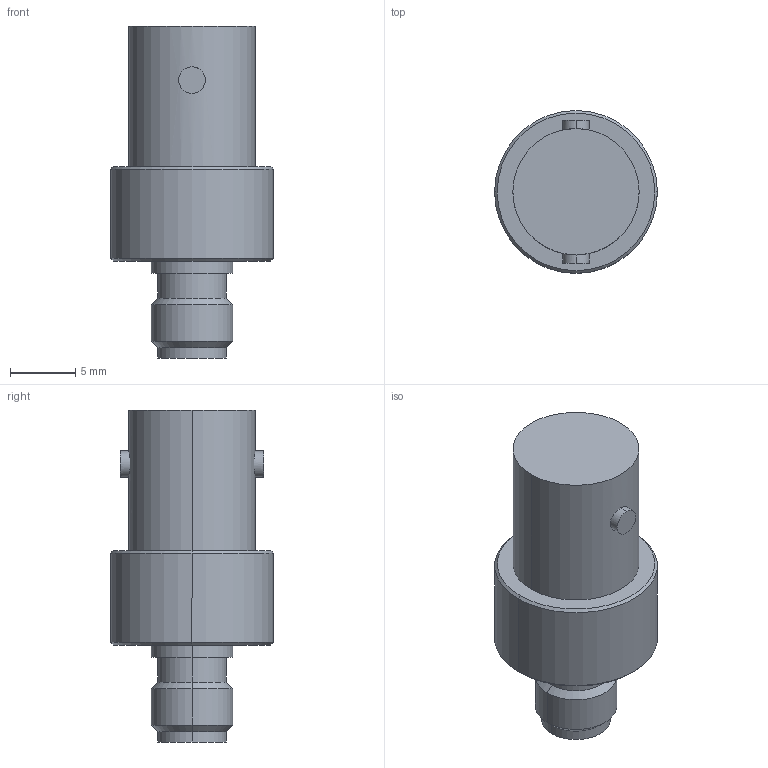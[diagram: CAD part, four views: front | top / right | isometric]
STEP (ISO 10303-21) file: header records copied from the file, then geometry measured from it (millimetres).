
FILE_DESCRIPTION (( 'STEP AP214' ), '1' );
FILE_NAME ('J01008A0019.STEP', '2018-11-20T14:19:39', ( '' ), ( '' ), 'SwSTEP 2.0', 'SolidWorks 2017', '' );
FILE_SCHEMA (( 'AUTOMOTIVE_DESIGN' ));
Length unit declared in the file: millimetre
Products named in the file (1): J01008A0019
Bounding box: 12.5 x 12.5 x 25.5 mm (x, y, z)
Volume: 1890.1 mm3; surface area: 1002.6 mm2
Topology: 1 solids, 1 shells, 31 faces, 60 edges, 36 vertices
Faces by surface type: cylinder 16, cone 8, plane 7
Entity records: 906 total; most frequent: CARTESIAN_POINT 196, DIRECTION 152, ORIENTED_EDGE 120, AXIS2_PLACEMENT_3D 64, EDGE_CURVE 60, VERTEX_POINT 36, EDGE_LOOP 36, CIRCLE 32
